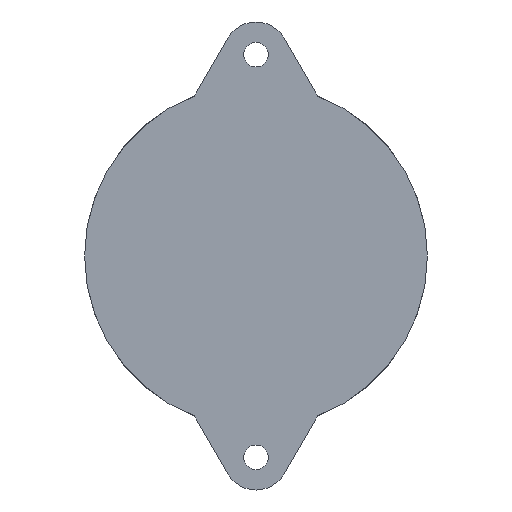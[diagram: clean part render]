
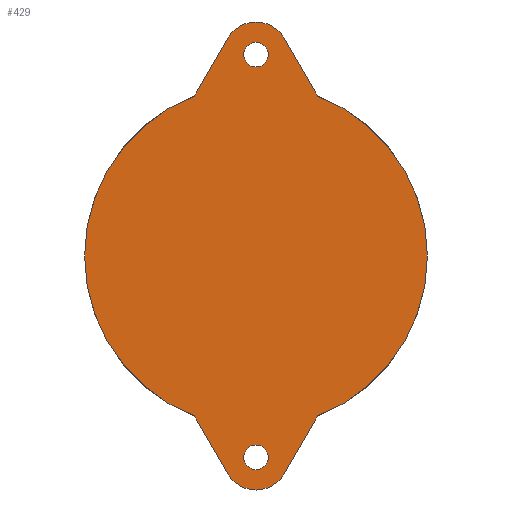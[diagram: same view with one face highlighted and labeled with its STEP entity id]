
A CAD part, front view. The second image highlights one B-rep face of the part: STEP entity #429.
In plain terms, the highlighted planar face has unit normal (0, -1, 0).
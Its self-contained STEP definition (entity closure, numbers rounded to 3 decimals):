
#9 = CARTESIAN_POINT ( 'NONE',  ( 0., -4.6, -34.75 ) ) ;
#41 = DIRECTION ( 'NONE',  ( 0., 0., -1. ) ) ;
#49 = EDGE_LOOP ( 'NONE', ( #435, #514 ) ) ;
#54 = CARTESIAN_POINT ( 'NONE',  ( 0., -4.6, -37. ) ) ;
#60 = VECTOR ( 'NONE', #448, 1000. ) ;
#63 = DIRECTION ( 'NONE',  ( 0., -1., 0. ) ) ;
#64 = CARTESIAN_POINT ( 'NONE',  ( 0., -4.6, 37. ) ) ;
#70 = CARTESIAN_POINT ( 'NONE',  ( -21.218, -4.6, -12.25 ) ) ;
#76 = ORIENTED_EDGE ( 'NONE', *, *, #659, .T. ) ;
#80 = CARTESIAN_POINT ( 'NONE',  ( -11.318, -4.6, -29.396 ) ) ;
#87 = CARTESIAN_POINT ( 'NONE',  ( -5.196, -4.6, -40. ) ) ;
#102 = VERTEX_POINT ( 'NONE', #404 ) ;
#106 = LINE ( 'NONE', #384, #792 ) ;
#108 = VECTOR ( 'NONE', #573, 1000. ) ;
#110 = ORIENTED_EDGE ( 'NONE', *, *, #672, .F. ) ;
#112 = CARTESIAN_POINT ( 'NONE',  ( 0., -4.6, 37. ) ) ;
#136 = AXIS2_PLACEMENT_3D ( 'NONE', #180, #562, #712 ) ;
#163 = VERTEX_POINT ( 'NONE', #333 ) ;
#164 = VERTEX_POINT ( 'NONE', #87 ) ;
#173 = VERTEX_POINT ( 'NONE', #476 ) ;
#175 = CARTESIAN_POINT ( 'NONE',  ( 11.318, -4.6, 29.396 ) ) ;
#179 = CIRCLE ( 'NONE', #199, 31.5 ) ;
#180 = CARTESIAN_POINT ( 'NONE',  ( 0., -4.6, 0. ) ) ;
#184 = VERTEX_POINT ( 'NONE', #408 ) ;
#199 = AXIS2_PLACEMENT_3D ( 'NONE', #425, #63, #567 ) ;
#200 = DIRECTION ( 'NONE',  ( 0., 0., -1. ) ) ;
#206 = DIRECTION ( 'NONE',  ( 0., -1., 0. ) ) ;
#208 = ORIENTED_EDGE ( 'NONE', *, *, #531, .T. ) ;
#213 = LINE ( 'NONE', #715, #575 ) ;
#237 = PLANE ( 'NONE',  #136 ) ;
#241 = DIRECTION ( 'NONE',  ( 0., -1., 0. ) ) ;
#253 = AXIS2_PLACEMENT_3D ( 'NONE', #254, #525, #529 ) ;
#254 = CARTESIAN_POINT ( 'NONE',  ( 0., -4.6, 37. ) ) ;
#256 = EDGE_CURVE ( 'NONE', #184, #796, #487, .T. ) ;
#264 = AXIS2_PLACEMENT_3D ( 'NONE', #64, #315, #519 ) ;
#277 = CIRCLE ( 'NONE', #390, 6. ) ;
#278 = VERTEX_POINT ( 'NONE', #814 ) ;
#279 = ORIENTED_EDGE ( 'NONE', *, *, #698, .T. ) ;
#285 = CARTESIAN_POINT ( 'NONE',  ( 0., -4.6, 0. ) ) ;
#305 = DIRECTION ( 'NONE',  ( 0., 0., -1. ) ) ;
#313 = ORIENTED_EDGE ( 'NONE', *, *, #641, .T. ) ;
#315 = DIRECTION ( 'NONE',  ( 0., -1., 0. ) ) ;
#320 = CIRCLE ( 'NONE', #824, 2.25 ) ;
#327 = AXIS2_PLACEMENT_3D ( 'NONE', #638, #241, #305 ) ;
#329 = EDGE_CURVE ( 'NONE', #164, #818, #277, .T. ) ;
#333 = CARTESIAN_POINT ( 'NONE',  ( 0., -4.6, 43. ) ) ;
#358 = EDGE_LOOP ( 'NONE', ( #110, #763 ) ) ;
#361 = CARTESIAN_POINT ( 'NONE',  ( 0., -4.6, -37. ) ) ;
#363 = VERTEX_POINT ( 'NONE', #702 ) ;
#370 = AXIS2_PLACEMENT_3D ( 'NONE', #285, #749, #41 ) ;
#371 = DIRECTION ( 'NONE',  ( 0., -1., 0. ) ) ;
#373 = CIRCLE ( 'NONE', #327, 2.25 ) ;
#377 = EDGE_CURVE ( 'NONE', #278, #545, #373, .T. ) ;
#382 = CARTESIAN_POINT ( 'NONE',  ( 0., -4.6, 34.75 ) ) ;
#384 = CARTESIAN_POINT ( 'NONE',  ( -21.218, -4.6, 12.25 ) ) ;
#385 = FACE_BOUND ( 'NONE', #49, .T. ) ;
#390 = AXIS2_PLACEMENT_3D ( 'NONE', #54, #504, #632 ) ;
#397 = EDGE_CURVE ( 'NONE', #545, #278, #716, .T. ) ;
#404 = CARTESIAN_POINT ( 'NONE',  ( 11.318, -4.6, -29.396 ) ) ;
#408 = CARTESIAN_POINT ( 'NONE',  ( -11.318, -4.6, 29.396 ) ) ;
#409 = EDGE_CURVE ( 'NONE', #837, #163, #431, .T. ) ;
#425 = CARTESIAN_POINT ( 'NONE',  ( 0., -4.6, 0. ) ) ;
#426 = CARTESIAN_POINT ( 'NONE',  ( 21.218, -4.6, 12.25 ) ) ;
#429 = ADVANCED_FACE ( 'NONE', ( #510, #385, #587 ), #237, .T. ) ;
#431 = CIRCLE ( 'NONE', #806, 6. ) ;
#435 = ORIENTED_EDGE ( 'NONE', *, *, #377, .F. ) ;
#436 = DIRECTION ( 'NONE',  ( 0., 0., -1. ) ) ;
#441 = DIRECTION ( 'NONE',  ( 0.5, 0., 0.866 ) ) ;
#448 = DIRECTION ( 'NONE',  ( 0.5, 0., -0.866 ) ) ;
#449 = ORIENTED_EDGE ( 'NONE', *, *, #457, .T. ) ;
#451 = VERTEX_POINT ( 'NONE', #175 ) ;
#455 = EDGE_CURVE ( 'NONE', #363, #481, #653, .T. ) ;
#457 = EDGE_CURVE ( 'NONE', #451, #837, #524, .T. ) ;
#476 = CARTESIAN_POINT ( 'NONE',  ( -5.196, -4.6, 40. ) ) ;
#481 = VERTEX_POINT ( 'NONE', #382 ) ;
#484 = EDGE_CURVE ( 'NONE', #796, #164, #676, .T. ) ;
#486 = CIRCLE ( 'NONE', #253, 6. ) ;
#487 = CIRCLE ( 'NONE', #370, 31.5 ) ;
#504 = DIRECTION ( 'NONE',  ( 0., -1., 0. ) ) ;
#510 = FACE_BOUND ( 'NONE', #358, .T. ) ;
#514 = ORIENTED_EDGE ( 'NONE', *, *, #397, .F. ) ;
#519 = DIRECTION ( 'NONE',  ( 0., 0., -1. ) ) ;
#521 = CARTESIAN_POINT ( 'NONE',  ( 0., -4.6, 37. ) ) ;
#524 = LINE ( 'NONE', #426, #108 ) ;
#525 = DIRECTION ( 'NONE',  ( 0., -1., 0. ) ) ;
#529 = DIRECTION ( 'NONE',  ( 0., 0., -1. ) ) ;
#531 = EDGE_CURVE ( 'NONE', #818, #102, #213, .T. ) ;
#545 = VERTEX_POINT ( 'NONE', #9 ) ;
#546 = ORIENTED_EDGE ( 'NONE', *, *, #484, .T. ) ;
#562 = DIRECTION ( 'NONE',  ( 0., -1., 0. ) ) ;
#567 = DIRECTION ( 'NONE',  ( 0., 0., -1. ) ) ;
#573 = DIRECTION ( 'NONE',  ( -0.5, 0., 0.866 ) ) ;
#575 = VECTOR ( 'NONE', #441, 1000. ) ;
#587 = FACE_OUTER_BOUND ( 'NONE', #815, .T. ) ;
#632 = DIRECTION ( 'NONE',  ( 0., 0., -1. ) ) ;
#638 = CARTESIAN_POINT ( 'NONE',  ( 0., -4.6, -37. ) ) ;
#641 = EDGE_CURVE ( 'NONE', #102, #451, #179, .T. ) ;
#653 = CIRCLE ( 'NONE', #264, 2.25 ) ;
#658 = CARTESIAN_POINT ( 'NONE',  ( 5.196, -4.6, 40. ) ) ;
#659 = EDGE_CURVE ( 'NONE', #163, #173, #486, .T. ) ;
#672 = EDGE_CURVE ( 'NONE', #481, #363, #320, .T. ) ;
#676 = LINE ( 'NONE', #70, #60 ) ;
#689 = ORIENTED_EDGE ( 'NONE', *, *, #256, .T. ) ;
#698 = EDGE_CURVE ( 'NONE', #173, #184, #106, .T. ) ;
#702 = CARTESIAN_POINT ( 'NONE',  ( 0., -4.6, 39.25 ) ) ;
#712 = DIRECTION ( 'NONE',  ( 0., 0., -1. ) ) ;
#715 = CARTESIAN_POINT ( 'NONE',  ( 21.218, -4.6, -12.25 ) ) ;
#716 = CIRCLE ( 'NONE', #764, 2.25 ) ;
#722 = DIRECTION ( 'NONE',  ( -0.5, 0., -0.866 ) ) ;
#724 = CARTESIAN_POINT ( 'NONE',  ( 5.196, -4.6, -40. ) ) ;
#737 = ORIENTED_EDGE ( 'NONE', *, *, #409, .T. ) ;
#749 = DIRECTION ( 'NONE',  ( 0., -1., 0. ) ) ;
#762 = ORIENTED_EDGE ( 'NONE', *, *, #329, .T. ) ;
#763 = ORIENTED_EDGE ( 'NONE', *, *, #455, .F. ) ;
#764 = AXIS2_PLACEMENT_3D ( 'NONE', #361, #775, #827 ) ;
#775 = DIRECTION ( 'NONE',  ( 0., -1., 0. ) ) ;
#792 = VECTOR ( 'NONE', #722, 1000. ) ;
#796 = VERTEX_POINT ( 'NONE', #80 ) ;
#806 = AXIS2_PLACEMENT_3D ( 'NONE', #112, #371, #436 ) ;
#814 = CARTESIAN_POINT ( 'NONE',  ( 0., -4.6, -39.25 ) ) ;
#815 = EDGE_LOOP ( 'NONE', ( #449, #737, #76, #279, #689, #546, #762, #208, #313 ) ) ;
#818 = VERTEX_POINT ( 'NONE', #724 ) ;
#824 = AXIS2_PLACEMENT_3D ( 'NONE', #521, #206, #200 ) ;
#827 = DIRECTION ( 'NONE',  ( 0., 0., -1. ) ) ;
#837 = VERTEX_POINT ( 'NONE', #658 ) ;
